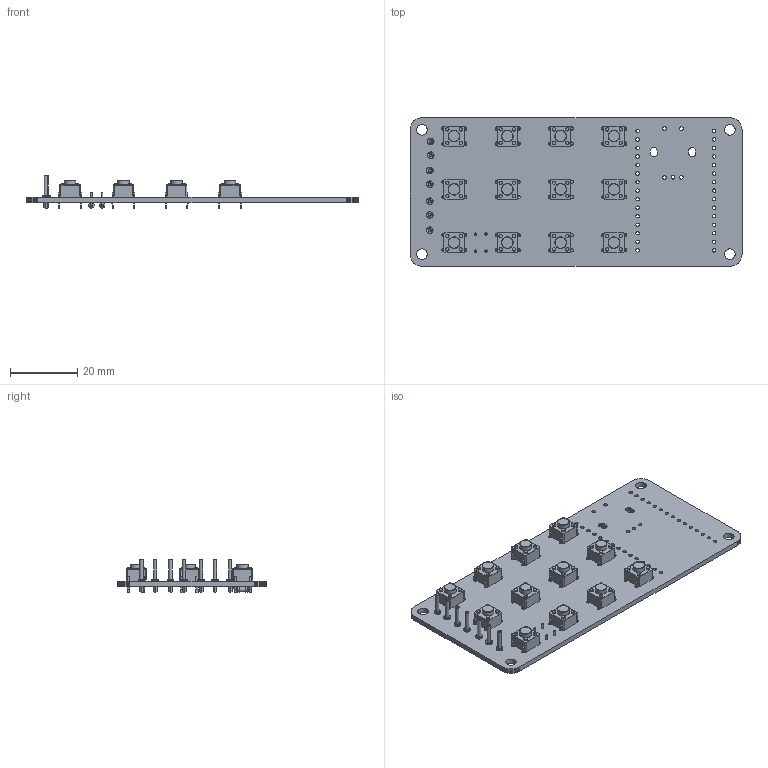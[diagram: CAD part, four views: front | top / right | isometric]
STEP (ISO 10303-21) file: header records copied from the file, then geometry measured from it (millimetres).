
FILE_DESCRIPTION(('KiCad electronic assembly'),'2;1');
FILE_NAME('Shuttle Tracker Node.step','2023-02-22T11:30:44',('Pcbnew'),( 'Kicad'),'Open CASCADE STEP processor 7.6','KiCad to STEP converter' ,'Unknown');
FILE_SCHEMA(('AUTOMOTIVE_DESIGN { 1 0 10303 214 1 1 1 1 }'));
Length unit declared in the file: millimetre
Products named in the file (8): Shuttle Tracker Node 1; Pin_D1.0mm_L10.0mm; SOLID; SW_PUSH_6mm_H5mm; R_Axial_DIN0204_L3.6mm_D1.6mm_P5.08mm_Horizontal; PCB
Assembly tree (25 placements, depth 3):
  Shuttle Tracker Node 1
    Pin_D1.0mm_L10.0mm  x7
      SOLID
    SW_PUSH_6mm_H5mm  x12
      SOLID
    R_Axial_DIN0204_L3.6mm_D1.6mm_P5.08mm_Horizontal  x2
      SOLID
    PCB
Bounding box: 98.87 x 44.13 x 10 mm (x, y, z)
Volume: 8549.9 mm3; surface area: 12333.1 mm2
Topology: 22 solids, 22 shells, 1641 faces, 4284 edges, 2769 vertices
Faces by surface type: plane 986, cylinder 614, torus 41
Full cylindrical faces by diameter (mm): 0.5 x4, 0.7 x4, 1 x110, 1.02 x30, 1.1 x5, 1.44 x2, 1.6 x4, 2 x7, 3.2 x4, 3.5 x12
Entity records: 28105 total; most frequent: CARTESIAN_POINT 6335, DIRECTION 3914, LINE 2475, VECTOR 2475, ORIENTED_EDGE 2044, PCURVE 2044, DEFINITIONAL_REPRESENTATION 2044, EDGE_CURVE 1022
